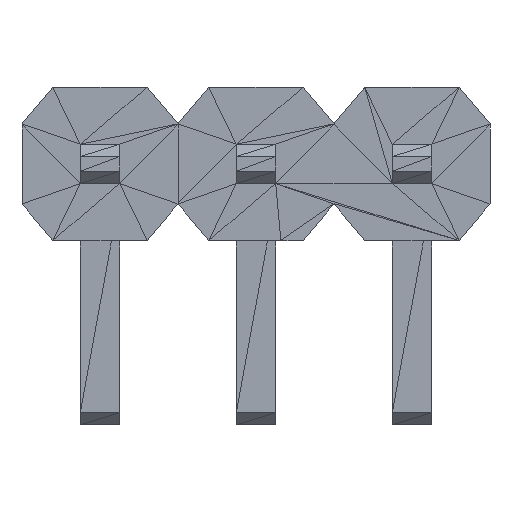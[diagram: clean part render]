
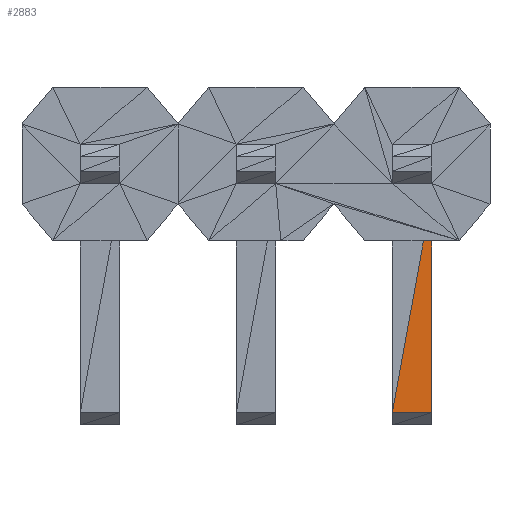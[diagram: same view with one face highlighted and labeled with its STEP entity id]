
A CAD part, front view. The second image highlights one B-rep face of the part: STEP entity #2883.
In plain terms, the highlighted planar face has unit normal (0, -1, 0).
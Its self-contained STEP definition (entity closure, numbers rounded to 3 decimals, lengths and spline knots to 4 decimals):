
#11=DIRECTION('',(0.0,0.0,1.0));
#386=CARTESIAN_POINT('',(2.22,2.51,-2.8));
#387=VERTEX_POINT('',#386);
#388=CARTESIAN_POINT('',(2.86,2.51,-2.8));
#389=VERTEX_POINT('',#388);
#392=CARTESIAN_POINT('',(2.86,2.51,0.73));
#393=VERTEX_POINT('',#392);
#654=DIRECTION('',(-1.0,0.0,0.0));
#655=VECTOR('',#654,1000.0);
#771=VECTOR('',#11,1000.0);
#906=DIRECTION('',(0.178,0.0,0.984));
#907=VECTOR('',#906,1000.0);
#927=DIRECTION('',(-0.178,0.0,-0.984));
#2832=LINE('',#388,#655);
#2833=EDGE_CURVE('',#389,#387,#2832,.T.);
#2860=LINE('',#386,#907);
#2861=EDGE_CURVE('',#387,#393,#2860,.T.);
#2873=LINE('',#388,#771);
#2874=EDGE_CURVE('',#389,#393,#2873,.T.);
#2875=ORIENTED_EDGE('',*,*,#2861,.F.);
#2876=ORIENTED_EDGE('',*,*,#2833,.F.);
#2877=ORIENTED_EDGE('',*,*,#2874,.T.);
#2878=DIRECTION('',(0.0,-1.0,-0.0));
#2879=AXIS2_PLACEMENT_3D('',#392,#2878,#927);
#2880=PLANE('',#2879);
#2881=EDGE_LOOP('',(#2875,#2876,#2877));
#2882=FACE_BOUND('',#2881,.T.);
#2883=ADVANCED_FACE('',(#2882),#2880,.T.);
